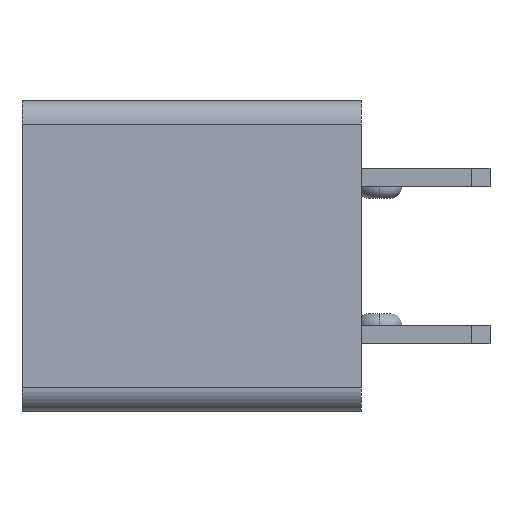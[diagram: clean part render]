
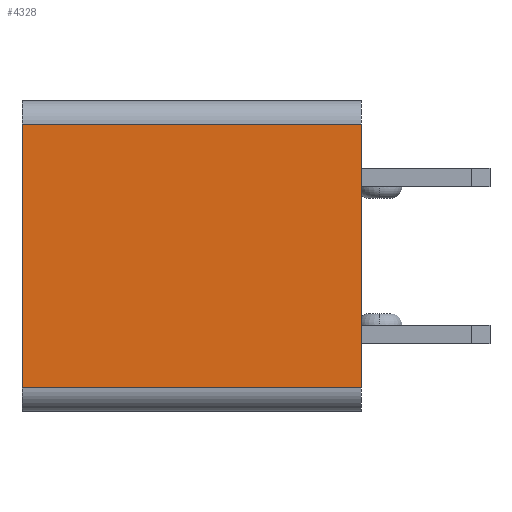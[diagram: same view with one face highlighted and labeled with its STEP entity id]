
A CAD part, left-side view. The second image highlights one B-rep face of the part: STEP entity #4328.
In plain terms, the highlighted planar face has unit normal (-1, 0, 0).
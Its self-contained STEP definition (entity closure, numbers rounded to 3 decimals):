
#264 = VECTOR ( 'NONE', #3392, 1000. ) ;
#464 = EDGE_CURVE ( 'NONE', #3937, #1612, #4236, .T. ) ;
#579 = FACE_OUTER_BOUND ( 'NONE', #3737, .T. ) ;
#652 = CARTESIAN_POINT ( 'NONE',  ( -9.905, 0., -2.865 ) ) ;
#741 = DIRECTION ( 'NONE',  ( 0., -1., 0. ) ) ;
#824 = CARTESIAN_POINT ( 'NONE',  ( -9.905, 7.37, -2.865 ) ) ;
#830 = EDGE_CURVE ( 'NONE', #4188, #1612, #1358, .T. ) ;
#913 = CARTESIAN_POINT ( 'NONE',  ( -9.905, 7.37, 3.365 ) ) ;
#1185 = ORIENTED_EDGE ( 'NONE', *, *, #830, .T. ) ;
#1277 = VECTOR ( 'NONE', #741, 1000. ) ;
#1358 = LINE ( 'NONE', #1981, #2096 ) ;
#1363 = VERTEX_POINT ( 'NONE', #652 ) ;
#1553 = CARTESIAN_POINT ( 'NONE',  ( -9.905, 0., 2.865 ) ) ;
#1612 = VERTEX_POINT ( 'NONE', #2319 ) ;
#1676 = CARTESIAN_POINT ( 'NONE',  ( -9.905, 7.37, -2.865 ) ) ;
#1973 = ORIENTED_EDGE ( 'NONE', *, *, #4632, .T. ) ;
#1981 = CARTESIAN_POINT ( 'NONE',  ( -9.905, 7.37, 2.865 ) ) ;
#2096 = VECTOR ( 'NONE', #2823, 1000. ) ;
#2139 = ORIENTED_EDGE ( 'NONE', *, *, #464, .F. ) ;
#2319 = CARTESIAN_POINT ( 'NONE',  ( -9.905, 7.37, 2.865 ) ) ;
#2452 = ORIENTED_EDGE ( 'NONE', *, *, #4639, .T. ) ;
#2823 = DIRECTION ( 'NONE',  ( 0., 1., 0. ) ) ;
#2913 = AXIS2_PLACEMENT_3D ( 'NONE', #3469, #4248, #3152 ) ;
#3152 = DIRECTION ( 'NONE',  ( 0., 0., -1. ) ) ;
#3318 = VECTOR ( 'NONE', #3435, 1000. ) ;
#3392 = DIRECTION ( 'NONE',  ( 0., 0., 1. ) ) ;
#3435 = DIRECTION ( 'NONE',  ( 0., 0., 1. ) ) ;
#3469 = CARTESIAN_POINT ( 'NONE',  ( -9.905, 7.37, 3.365 ) ) ;
#3737 = EDGE_LOOP ( 'NONE', ( #2139, #2452, #1973, #1185 ) ) ;
#3937 = VERTEX_POINT ( 'NONE', #1676 ) ;
#4024 = CARTESIAN_POINT ( 'NONE',  ( -9.905, 0., 3.365 ) ) ;
#4188 = VERTEX_POINT ( 'NONE', #1553 ) ;
#4197 = PLANE ( 'NONE',  #2913 ) ;
#4236 = LINE ( 'NONE', #913, #3318 ) ;
#4248 = DIRECTION ( 'NONE',  ( 1., 0., 0. ) ) ;
#4328 = ADVANCED_FACE ( 'NONE', ( #579 ), #4197, .F. ) ;
#4390 = LINE ( 'NONE', #4024, #264 ) ;
#4439 = LINE ( 'NONE', #824, #1277 ) ;
#4632 = EDGE_CURVE ( 'NONE', #1363, #4188, #4390, .T. ) ;
#4639 = EDGE_CURVE ( 'NONE', #3937, #1363, #4439, .T. ) ;
